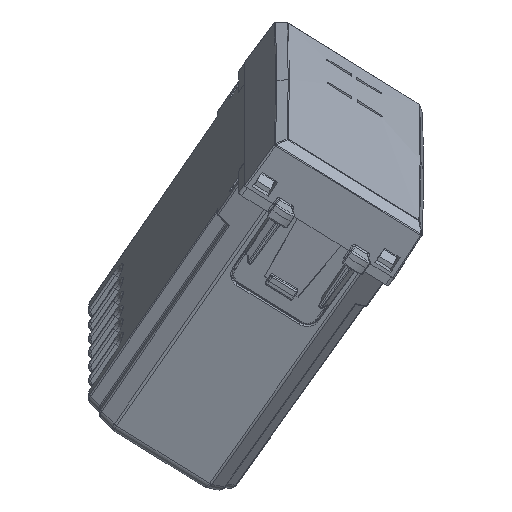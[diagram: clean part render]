
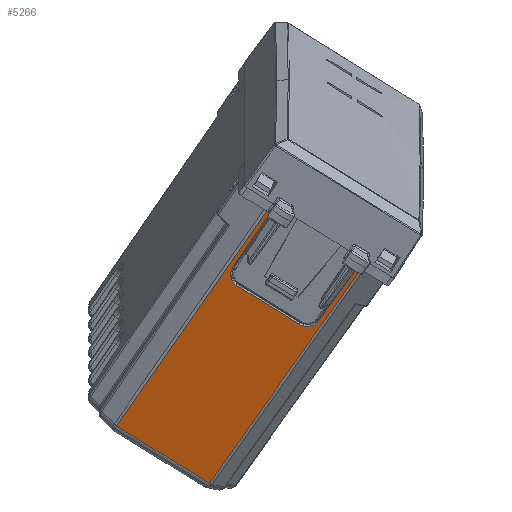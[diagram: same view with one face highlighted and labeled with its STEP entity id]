
A CAD part, front view. The second image highlights one B-rep face of the part: STEP entity #5266.
In plain terms, the highlighted face is planar.
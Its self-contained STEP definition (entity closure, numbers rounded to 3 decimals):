
#2246=CARTESIAN_POINT('Vertex',(6.525,-22.45,0.)) ;
#2249=CARTESIAN_POINT('Line Origine',(6.771,-22.45,0.)) ;
#2253=CARTESIAN_POINT('Vertex',(7.018,-22.45,0.)) ;
#4836=CARTESIAN_POINT('Line Origine',(6.96,-22.31,-15.992)) ;
#4840=CARTESIAN_POINT('Vertex',(6.895,-22.153,-34.009)) ;
#5183=CARTESIAN_POINT('Vertex',(6.375,-22.375,-8.58)) ;
#5186=CARTESIAN_POINT('Line Origine',(6.45,-22.413,-4.29)) ;
#5198=CARTESIAN_POINT('Axis2P3D Location',(0.,-22.45,0.)) ;
#5204=CARTESIAN_POINT('Control Point',(-6.895,-22.153,-34.009)) ;
#5205=CARTESIAN_POINT('Control Point',(-7.018,-22.45,0.)) ;
#5206=CARTESIAN_POINT('Vertex',(-7.018,-22.45,0.)) ;
#5208=CARTESIAN_POINT('Vertex',(-6.895,-22.153,-34.009)) ;
#5211=CARTESIAN_POINT('Line Origine',(-31.672,-22.153,-34.009)) ;
#5217=CARTESIAN_POINT('Control Point',(6.375,-22.375,-8.58)) ;
#5218=CARTESIAN_POINT('Control Point',(6.366,-22.371,-9.108)) ;
#5219=CARTESIAN_POINT('Control Point',(6.152,-22.366,-9.633)) ;
#5220=CARTESIAN_POINT('Control Point',(5.733,-22.362,-10.045)) ;
#5221=CARTESIAN_POINT('Control Point',(5.204,-22.361,-10.25)) ;
#5222=CARTESIAN_POINT('Control Point',(4.676,-22.361,-10.25)) ;
#5223=CARTESIAN_POINT('Vertex',(4.676,-22.361,-10.25)) ;
#5226=CARTESIAN_POINT('Line Origine',(-31.672,-22.361,-10.25)) ;
#5230=CARTESIAN_POINT('Vertex',(-4.676,-22.361,-10.25)) ;
#5234=CARTESIAN_POINT('Control Point',(-4.676,-22.361,-10.25)) ;
#5235=CARTESIAN_POINT('Control Point',(-5.204,-22.361,-10.25)) ;
#5236=CARTESIAN_POINT('Control Point',(-5.732,-22.362,-10.045)) ;
#5237=CARTESIAN_POINT('Control Point',(-6.152,-22.366,-9.633)) ;
#5238=CARTESIAN_POINT('Control Point',(-6.366,-22.371,-9.108)) ;
#5239=CARTESIAN_POINT('Control Point',(-6.375,-22.375,-8.58)) ;
#5240=CARTESIAN_POINT('Vertex',(-6.375,-22.375,-8.58)) ;
#5244=CARTESIAN_POINT('Control Point',(-6.525,-22.45,0.)) ;
#5245=CARTESIAN_POINT('Control Point',(-6.375,-22.375,-8.58)) ;
#5246=CARTESIAN_POINT('Vertex',(-6.525,-22.45,0.)) ;
#5249=CARTESIAN_POINT('Line Origine',(-31.672,-22.45,0.)) ;
#2250=DIRECTION('Vector Direction',(-1.,0.,0.)) ;
#4837=DIRECTION('Vector Direction',(0.004,-0.009,1.)) ;
#5187=DIRECTION('Vector Direction',(-0.017,0.009,-1.)) ;
#5199=DIRECTION('Axis2P3D Direction',(0.,1.,0.009)) ;
#5200=DIRECTION('Axis2P3D XDirection',(-1.,0.,0.)) ;
#5212=DIRECTION('Vector Direction',(-1.,0.,0.)) ;
#5227=DIRECTION('Vector Direction',(-1.,0.,0.)) ;
#5250=DIRECTION('Vector Direction',(-1.,0.,0.)) ;
#5201=AXIS2_PLACEMENT_3D('Plane Axis2P3D',#5198,#5199,#5200) ;
#5255=ORIENTED_EDGE('',*,*,#5210,.T.) ;
#5256=ORIENTED_EDGE('',*,*,#5215,.F.) ;
#5257=ORIENTED_EDGE('',*,*,#4842,.F.) ;
#5258=ORIENTED_EDGE('',*,*,#2255,.T.) ;
#5259=ORIENTED_EDGE('',*,*,#5190,.F.) ;
#5260=ORIENTED_EDGE('',*,*,#5225,.F.) ;
#5261=ORIENTED_EDGE('',*,*,#5232,.F.) ;
#5262=ORIENTED_EDGE('',*,*,#5242,.F.) ;
#5263=ORIENTED_EDGE('',*,*,#5248,.F.) ;
#5264=ORIENTED_EDGE('',*,*,#5253,.T.) ;
#2251=VECTOR('Line Direction',#2250,1.) ;
#4838=VECTOR('Line Direction',#4837,1.) ;
#5188=VECTOR('Line Direction',#5187,1.) ;
#5213=VECTOR('Line Direction',#5212,1.) ;
#5228=VECTOR('Line Direction',#5227,1.) ;
#5251=VECTOR('Line Direction',#5250,1.) ;
#5266=ADVANCED_FACE('PartBody',(#5265),#5202,.F.) ;
#5203=B_SPLINE_CURVE_WITH_KNOTS('',1,(#5204,#5205),.UNSPECIFIED.,.F.,.U.,(2,2),(-18.018,15.993),.UNSPECIFIED.) ;
#5216=B_SPLINE_CURVE_WITH_KNOTS('',5,(#5217,#5218,#5219,#5220,#5221,#5222),.UNSPECIFIED.,.F.,.U.,(6,6),(0.,3.734),.UNSPECIFIED.) ;
#5233=B_SPLINE_CURVE_WITH_KNOTS('',5,(#5234,#5235,#5236,#5237,#5238,#5239),.UNSPECIFIED.,.F.,.U.,(6,6),(0.,3.734),.UNSPECIFIED.) ;
#5243=B_SPLINE_CURVE_WITH_KNOTS('',1,(#5244,#5245),.UNSPECIFIED.,.F.,.U.,(2,2),(-4.291,4.291),.UNSPECIFIED.) ;
#2255=EDGE_CURVE('',#2254,#2247,#2252,.T.) ;
#4842=EDGE_CURVE('',#2254,#4841,#4839,.F.) ;
#5190=EDGE_CURVE('',#5184,#2247,#5189,.F.) ;
#5210=EDGE_CURVE('',#5207,#5209,#5203,.F.) ;
#5215=EDGE_CURVE('',#4841,#5209,#5214,.T.) ;
#5225=EDGE_CURVE('',#5224,#5184,#5216,.F.) ;
#5232=EDGE_CURVE('',#5231,#5224,#5229,.F.) ;
#5242=EDGE_CURVE('',#5241,#5231,#5233,.F.) ;
#5248=EDGE_CURVE('',#5247,#5241,#5243,.T.) ;
#5253=EDGE_CURVE('',#5247,#5207,#5252,.T.) ;
#5254=EDGE_LOOP('',(#5255,#5256,#5257,#5258,#5259,#5260,#5261,#5262,#5263,#5264)) ;
#5265=FACE_OUTER_BOUND('',#5254,.T.) ;
#2252=LINE('Line',#2249,#2251) ;
#4839=LINE('Line',#4836,#4838) ;
#5189=LINE('Line',#5186,#5188) ;
#5214=LINE('Line',#5211,#5213) ;
#5229=LINE('Line',#5226,#5228) ;
#5252=LINE('Line',#5249,#5251) ;
#5202=PLANE('',#5201) ;
#2247=VERTEX_POINT('',#2246) ;
#2254=VERTEX_POINT('',#2253) ;
#4841=VERTEX_POINT('',#4840) ;
#5184=VERTEX_POINT('',#5183) ;
#5207=VERTEX_POINT('',#5206) ;
#5209=VERTEX_POINT('',#5208) ;
#5224=VERTEX_POINT('',#5223) ;
#5231=VERTEX_POINT('',#5230) ;
#5241=VERTEX_POINT('',#5240) ;
#5247=VERTEX_POINT('',#5246) ;
